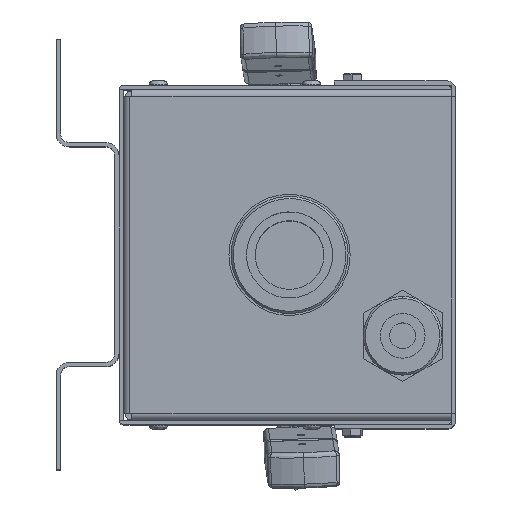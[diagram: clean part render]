
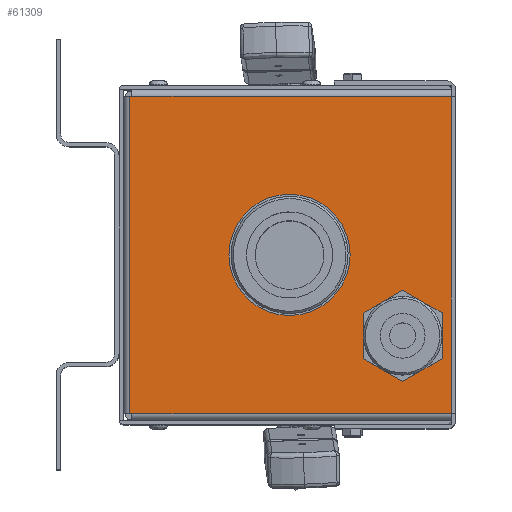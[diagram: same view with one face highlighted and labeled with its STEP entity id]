
A CAD part, top view. The second image highlights one B-rep face of the part: STEP entity #61309.
In plain terms, the highlighted planar face has unit normal (0, 0, 1).
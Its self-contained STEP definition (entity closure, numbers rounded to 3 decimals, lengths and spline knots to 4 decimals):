
#502 = EDGE_CURVE ( 'NONE', #30227, #22889, #70182, .T. ) ;
#1779 = CARTESIAN_POINT ( 'NONE',  ( -0.0598, 2.3407, 14.5099 ) ) ;
#2210 = LINE ( 'NONE', #164663, #6271 ) ;
#2722 = DIRECTION ( 'NONE',  ( 0., 0., -1. ) ) ;
#3919 = DIRECTION ( 'NONE',  ( 0., -1., 0. ) ) ;
#4222 = VERTEX_POINT ( 'NONE', #14256 ) ;
#6271 = VECTOR ( 'NONE', #100711, 39.3701 ) ;
#7988 = CARTESIAN_POINT ( 'NONE',  ( 1.5141, -0.5618, 14.5099 ) ) ;
#8560 = ORIENTED_EDGE ( 'NONE', *, *, #9839, .T. ) ;
#9703 = DIRECTION ( 'NONE',  ( 0., -1., 0. ) ) ;
#9839 = EDGE_CURVE ( 'NONE', #22889, #119178, #14922, .T. ) ;
#10158 = ORIENTED_EDGE ( 'NONE', *, *, #502, .T. ) ;
#12144 = LINE ( 'NONE', #53514, #144617 ) ;
#13844 = VERTEX_POINT ( 'NONE', #70837 ) ;
#14256 = CARTESIAN_POINT ( 'NONE',  ( -2.2559, -2.0833, 14.5099 ) ) ;
#14922 = LINE ( 'NONE', #1779, #83182 ) ;
#15062 = DIRECTION ( 'NONE',  ( 0., 0., 1. ) ) ;
#15183 = DIRECTION ( 'NONE',  ( 0., 0., -1. ) ) ;
#16443 = VERTEX_POINT ( 'NONE', #91824 ) ;
#17164 = ORIENTED_EDGE ( 'NONE', *, *, #138274, .F. ) ;
#17963 = ORIENTED_EDGE ( 'NONE', *, *, #97999, .T. ) ;
#18630 = CARTESIAN_POINT ( 'NONE',  ( -2.2859, -2.0833, 14.5099 ) ) ;
#20696 = LINE ( 'NONE', #36950, #127143 ) ;
#21650 = EDGE_LOOP ( 'NONE', ( #8560, #155974, #29473, #17164, #33266, #10158 ) ) ;
#22889 = VERTEX_POINT ( 'NONE', #59343 ) ;
#23033 = FACE_BOUND ( 'NONE', #37102, .T. ) ;
#24832 = EDGE_CURVE ( 'NONE', #16443, #28557, #20696, .T. ) ;
#28077 = AXIS2_PLACEMENT_3D ( 'NONE', #163399, #86536, #9703 ) ;
#28557 = VERTEX_POINT ( 'NONE', #18630 ) ;
#29301 = DIRECTION ( 'NONE',  ( -1., 0., 0. ) ) ;
#29473 = ORIENTED_EDGE ( 'NONE', *, *, #24832, .T. ) ;
#30086 = CIRCLE ( 'NONE', #44350, 0.4375 ) ;
#30227 = VERTEX_POINT ( 'NONE', #33470 ) ;
#31182 = EDGE_CURVE ( 'NONE', #13844, #160526, #45275, .T. ) ;
#33266 = ORIENTED_EDGE ( 'NONE', *, *, #148824, .T. ) ;
#33470 = CARTESIAN_POINT ( 'NONE',  ( 2.2541, -2.0833, 14.5099 ) ) ;
#36880 = AXIS2_PLACEMENT_3D ( 'NONE', #157667, #80837, #3919 ) ;
#36950 = CARTESIAN_POINT ( 'NONE',  ( -2.2859, 0.1287, 14.5099 ) ) ;
#37102 = EDGE_LOOP ( 'NONE', ( #17963, #109863 ) ) ;
#44350 = AXIS2_PLACEMENT_3D ( 'NONE', #92049, #15183, #104987 ) ;
#45275 = CIRCLE ( 'NONE', #36880, 0.844 ) ;
#45641 = EDGE_CURVE ( 'NONE', #16443, #119178, #12144, .T. ) ;
#50067 = VERTEX_POINT ( 'NONE', #7988 ) ;
#53514 = CARTESIAN_POINT ( 'NONE',  ( -2.3159, 2.3407, 14.5099 ) ) ;
#54751 = VECTOR ( 'NONE', #29301, 39.3701 ) ;
#59343 = CARTESIAN_POINT ( 'NONE',  ( 2.2541, 2.3407, 14.5099 ) ) ;
#61309 = ADVANCED_FACE ( 'NONE', ( #87332, #23033, #91375 ), #91943, .T. ) ;
#64940 = AXIS2_PLACEMENT_3D ( 'NONE', #79612, #2722, #92549 ) ;
#66432 = DIRECTION ( 'NONE',  ( 1., 0., 0. ) ) ;
#70182 = LINE ( 'NONE', #72832, #74169 ) ;
#70837 = CARTESIAN_POINT ( 'NONE',  ( -0.0609, 0.9727, 14.5099 ) ) ;
#72832 = CARTESIAN_POINT ( 'NONE',  ( 2.2541, 0.1287, 14.5099 ) ) ;
#74169 = VECTOR ( 'NONE', #162628, 39.3701 ) ;
#78437 = EDGE_CURVE ( 'NONE', #109940, #50067, #130809, .T. ) ;
#79612 = CARTESIAN_POINT ( 'NONE',  ( 1.5141, -0.9993, 14.5099 ) ) ;
#80837 = DIRECTION ( 'NONE',  ( 0., 0., -1. ) ) ;
#82606 = AXIS2_PLACEMENT_3D ( 'NONE', #130058, #15062, #104864 ) ;
#83182 = VECTOR ( 'NONE', #91612, 39.3701 ) ;
#86536 = DIRECTION ( 'NONE',  ( 0., 0., -1. ) ) ;
#87332 = FACE_BOUND ( 'NONE', #162565, .T. ) ;
#91375 = FACE_OUTER_BOUND ( 'NONE', #21650, .T. ) ;
#91612 = DIRECTION ( 'NONE',  ( -1., 0., 0. ) ) ;
#91824 = CARTESIAN_POINT ( 'NONE',  ( -2.2859, 2.3407, 14.5099 ) ) ;
#91943 = PLANE ( 'NONE',  #82606 ) ;
#92049 = CARTESIAN_POINT ( 'NONE',  ( 1.5141, -0.9993, 14.5099 ) ) ;
#92549 = DIRECTION ( 'NONE',  ( 0., -1., 0. ) ) ;
#97999 = EDGE_CURVE ( 'NONE', #160526, #13844, #164108, .T. ) ;
#100711 = DIRECTION ( 'NONE',  ( 1., 0., 0. ) ) ;
#104864 = DIRECTION ( 'NONE',  ( 0., -1., 0. ) ) ;
#104987 = DIRECTION ( 'NONE',  ( 0., -1., 0. ) ) ;
#109863 = ORIENTED_EDGE ( 'NONE', *, *, #31182, .T. ) ;
#109940 = VERTEX_POINT ( 'NONE', #133802 ) ;
#114105 = ORIENTED_EDGE ( 'NONE', *, *, #149597, .T. ) ;
#119178 = VERTEX_POINT ( 'NONE', #122212 ) ;
#122212 = CARTESIAN_POINT ( 'NONE',  ( -2.2559, 2.3407, 14.5099 ) ) ;
#126743 = DIRECTION ( 'NONE',  ( 0., -1., 0. ) ) ;
#127024 = LINE ( 'NONE', #131986, #54751 ) ;
#127143 = VECTOR ( 'NONE', #126743, 39.3701 ) ;
#129667 = CARTESIAN_POINT ( 'NONE',  ( -0.0609, -0.7153, 14.5099 ) ) ;
#130058 = CARTESIAN_POINT ( 'NONE',  ( -0.0598, 0.1287, 14.5099 ) ) ;
#130809 = CIRCLE ( 'NONE', #64940, 0.4375 ) ;
#131986 = CARTESIAN_POINT ( 'NONE',  ( -2.3159, -2.0833, 14.5099 ) ) ;
#133802 = CARTESIAN_POINT ( 'NONE',  ( 1.5141, -1.4368, 14.5099 ) ) ;
#138274 = EDGE_CURVE ( 'NONE', #4222, #28557, #127024, .T. ) ;
#144617 = VECTOR ( 'NONE', #66432, 39.3701 ) ;
#148824 = EDGE_CURVE ( 'NONE', #4222, #30227, #2210, .T. ) ;
#149597 = EDGE_CURVE ( 'NONE', #50067, #109940, #30086, .T. ) ;
#151554 = ORIENTED_EDGE ( 'NONE', *, *, #78437, .T. ) ;
#155974 = ORIENTED_EDGE ( 'NONE', *, *, #45641, .F. ) ;
#157667 = CARTESIAN_POINT ( 'NONE',  ( -0.0609, 0.1287, 14.5099 ) ) ;
#160526 = VERTEX_POINT ( 'NONE', #129667 ) ;
#162565 = EDGE_LOOP ( 'NONE', ( #151554, #114105 ) ) ;
#162628 = DIRECTION ( 'NONE',  ( 0., 1., 0. ) ) ;
#163399 = CARTESIAN_POINT ( 'NONE',  ( -0.0609, 0.1287, 14.5099 ) ) ;
#164108 = CIRCLE ( 'NONE', #28077, 0.844 ) ;
#164663 = CARTESIAN_POINT ( 'NONE',  ( -0.0598, -2.0833, 14.5099 ) ) ;
